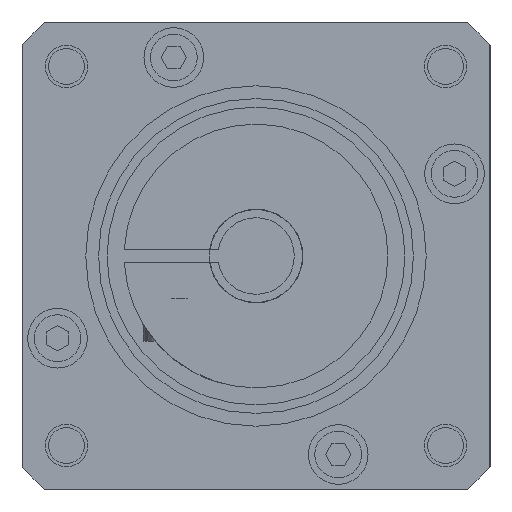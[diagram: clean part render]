
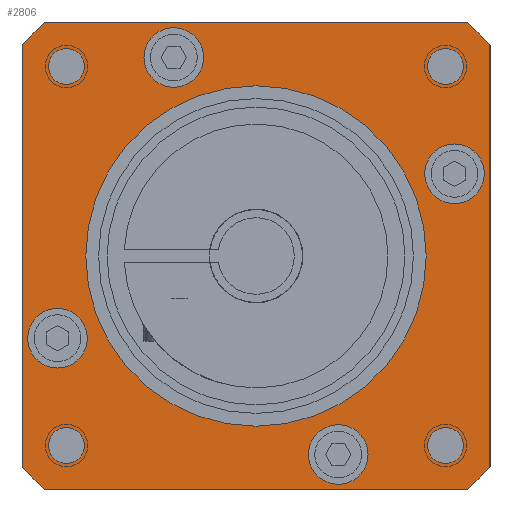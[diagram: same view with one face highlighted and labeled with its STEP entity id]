
A CAD part, left-side view. The second image highlights one B-rep face of the part: STEP entity #2806.
In plain terms, the highlighted planar face has unit normal (-1, 0, 0).
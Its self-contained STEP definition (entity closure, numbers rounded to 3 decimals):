
#49=CARTESIAN_POINT('',(0.,0.,0.));
#50=DIRECTION('',(-1.,0.,0.));
#51=DIRECTION('',(0.,-0.669,-0.743));
#52=AXIS2_PLACEMENT_3D('',#49,#50,#51);
#54=DIRECTION('',(0.,-1.,0.));
#55=VECTOR('',#54,49.508);
#56=CARTESIAN_POINT('',(0.,24.754,-27.5));
#57=LINE('',#56,#55);
#58=CARTESIAN_POINT('',(0.,0.,0.));
#59=DIRECTION('',(-1.,0.,0.));
#60=DIRECTION('',(0.,0.743,-0.669));
#61=AXIS2_PLACEMENT_3D('',#58,#59,#60);
#63=DIRECTION('',(0.,0.,-1.));
#64=VECTOR('',#63,49.508);
#65=CARTESIAN_POINT('',(0.,27.5,24.754));
#66=LINE('',#65,#64);
#67=CARTESIAN_POINT('',(0.,0.,0.));
#68=DIRECTION('',(-1.,0.,0.));
#69=DIRECTION('',(0.,0.669,0.743));
#70=AXIS2_PLACEMENT_3D('',#67,#68,#69);
#72=DIRECTION('',(0.,1.,0.));
#73=VECTOR('',#72,49.508);
#74=CARTESIAN_POINT('',(0.,-24.754,27.5));
#75=LINE('',#74,#73);
#76=CARTESIAN_POINT('',(0.,0.,0.));
#77=DIRECTION('',(-1.,0.,0.));
#78=DIRECTION('',(0.,-0.743,0.669));
#79=AXIS2_PLACEMENT_3D('',#76,#77,#78);
#81=DIRECTION('',(0.,0.,1.));
#82=VECTOR('',#81,49.508);
#83=CARTESIAN_POINT('',(0.,-27.5,-24.754));
#84=LINE('',#83,#82);
#85=CARTESIAN_POINT('',(0.,0.,0.));
#86=DIRECTION('',(-1.,0.,0.));
#87=DIRECTION('',(0.,0.,-1.));
#88=AXIS2_PLACEMENT_3D('',#85,#86,#87);
#90=CARTESIAN_POINT('',(0.,0.,0.));
#91=DIRECTION('',(-1.,0.,0.));
#92=DIRECTION('',(0.,0.,1.));
#93=AXIS2_PLACEMENT_3D('',#90,#91,#92);
#95=CARTESIAN_POINT('',(0.,-22.274,-22.274));
#96=DIRECTION('',(1.,0.,0.));
#97=DIRECTION('',(0.,1.,0.));
#98=AXIS2_PLACEMENT_3D('',#95,#96,#97);
#100=CARTESIAN_POINT('',(0.,-22.274,-22.274));
#101=DIRECTION('',(1.,0.,0.));
#102=DIRECTION('',(0.,-1.,0.));
#103=AXIS2_PLACEMENT_3D('',#100,#101,#102);
#105=CARTESIAN_POINT('',(0.,22.274,-22.274));
#106=DIRECTION('',(1.,0.,0.));
#107=DIRECTION('',(0.,0.,1.));
#108=AXIS2_PLACEMENT_3D('',#105,#106,#107);
#110=CARTESIAN_POINT('',(0.,22.274,-22.274));
#111=DIRECTION('',(1.,0.,0.));
#112=DIRECTION('',(0.,0.,-1.));
#113=AXIS2_PLACEMENT_3D('',#110,#111,#112);
#115=CARTESIAN_POINT('',(0.,22.274,22.274));
#116=DIRECTION('',(1.,0.,0.));
#117=DIRECTION('',(0.,-1.,0.));
#118=AXIS2_PLACEMENT_3D('',#115,#116,#117);
#120=CARTESIAN_POINT('',(0.,22.274,22.274));
#121=DIRECTION('',(1.,0.,0.));
#122=DIRECTION('',(0.,1.,0.));
#123=AXIS2_PLACEMENT_3D('',#120,#121,#122);
#125=CARTESIAN_POINT('',(0.,-22.274,22.274));
#126=DIRECTION('',(1.,0.,0.));
#127=DIRECTION('',(0.,0.,-1.));
#128=AXIS2_PLACEMENT_3D('',#125,#126,#127);
#130=CARTESIAN_POINT('',(0.,-22.274,22.274));
#131=DIRECTION('',(1.,0.,0.));
#132=DIRECTION('',(0.,0.,1.));
#133=AXIS2_PLACEMENT_3D('',#130,#131,#132);
#135=CARTESIAN_POINT('',(0.,-9.663,-23.328));
#136=DIRECTION('',(1.,0.,0.));
#137=DIRECTION('',(0.,1.,0.));
#138=AXIS2_PLACEMENT_3D('',#135,#136,#137);
#140=CARTESIAN_POINT('',(0.,-9.663,-23.328));
#141=DIRECTION('',(1.,0.,0.));
#142=DIRECTION('',(0.,-1.,0.));
#143=AXIS2_PLACEMENT_3D('',#140,#141,#142);
#145=CARTESIAN_POINT('',(0.,23.328,-9.663));
#146=DIRECTION('',(1.,0.,0.));
#147=DIRECTION('',(0.,0.,1.));
#148=AXIS2_PLACEMENT_3D('',#145,#146,#147);
#150=CARTESIAN_POINT('',(0.,23.328,-9.663));
#151=DIRECTION('',(1.,0.,0.));
#152=DIRECTION('',(0.,0.,-1.));
#153=AXIS2_PLACEMENT_3D('',#150,#151,#152);
#155=CARTESIAN_POINT('',(0.,9.663,23.328));
#156=DIRECTION('',(1.,0.,0.));
#157=DIRECTION('',(0.,-1.,0.));
#158=AXIS2_PLACEMENT_3D('',#155,#156,#157);
#160=CARTESIAN_POINT('',(0.,9.663,23.328));
#161=DIRECTION('',(1.,0.,0.));
#162=DIRECTION('',(0.,1.,0.));
#163=AXIS2_PLACEMENT_3D('',#160,#161,#162);
#165=CARTESIAN_POINT('',(0.,-23.328,9.663));
#166=DIRECTION('',(1.,0.,0.));
#167=DIRECTION('',(0.,0.,-1.));
#168=AXIS2_PLACEMENT_3D('',#165,#166,#167);
#170=CARTESIAN_POINT('',(0.,-23.328,9.663));
#171=DIRECTION('',(1.,0.,0.));
#172=DIRECTION('',(0.,0.,1.));
#173=AXIS2_PLACEMENT_3D('',#170,#171,#172);
#2248=CARTESIAN_POINT('',(0.,-24.754,-27.5));
#2249=CARTESIAN_POINT('',(0.,-27.5,-24.754));
#2250=VERTEX_POINT('',#2248);
#2251=VERTEX_POINT('',#2249);
#2252=CARTESIAN_POINT('',(0.,-27.5,24.754));
#2253=VERTEX_POINT('',#2252);
#2254=CARTESIAN_POINT('',(0.,-24.754,27.5));
#2255=VERTEX_POINT('',#2254);
#2256=CARTESIAN_POINT('',(0.,24.754,27.5));
#2257=VERTEX_POINT('',#2256);
#2258=CARTESIAN_POINT('',(0.,27.5,24.754));
#2259=VERTEX_POINT('',#2258);
#2260=CARTESIAN_POINT('',(0.,27.5,-24.754));
#2261=VERTEX_POINT('',#2260);
#2262=CARTESIAN_POINT('',(0.,24.754,-27.5));
#2263=VERTEX_POINT('',#2262);
#2314=CARTESIAN_POINT('',(0.,0.,-20.));
#2315=CARTESIAN_POINT('',(0.,0.,20.));
#2316=VERTEX_POINT('',#2314);
#2317=VERTEX_POINT('',#2315);
#2334=CARTESIAN_POINT('',(0.,-20.174,-22.274));
#2335=CARTESIAN_POINT('',(0.,-24.374,-22.274));
#2336=VERTEX_POINT('',#2334);
#2337=VERTEX_POINT('',#2335);
#2342=CARTESIAN_POINT('',(0.,22.274,-20.174));
#2343=CARTESIAN_POINT('',(0.,22.274,-24.374));
#2344=VERTEX_POINT('',#2342);
#2345=VERTEX_POINT('',#2343);
#2350=CARTESIAN_POINT('',(0.,20.174,22.274));
#2351=CARTESIAN_POINT('',(0.,24.374,22.274));
#2352=VERTEX_POINT('',#2350);
#2353=VERTEX_POINT('',#2351);
#2358=CARTESIAN_POINT('',(0.,-22.274,20.174));
#2359=CARTESIAN_POINT('',(0.,-22.274,24.374));
#2360=VERTEX_POINT('',#2358);
#2361=VERTEX_POINT('',#2359);
#2366=CARTESIAN_POINT('',(0.,-6.163,-23.328));
#2367=CARTESIAN_POINT('',(0.,-13.163,-23.328));
#2368=VERTEX_POINT('',#2366);
#2369=VERTEX_POINT('',#2367);
#2406=CARTESIAN_POINT('',(0.,23.328,-6.163));
#2407=CARTESIAN_POINT('',(0.,23.328,-13.163));
#2408=VERTEX_POINT('',#2406);
#2409=VERTEX_POINT('',#2407);
#2446=CARTESIAN_POINT('',(0.,6.163,23.328));
#2447=CARTESIAN_POINT('',(0.,13.163,23.328));
#2448=VERTEX_POINT('',#2446);
#2449=VERTEX_POINT('',#2447);
#2486=CARTESIAN_POINT('',(0.,-23.328,6.163));
#2487=CARTESIAN_POINT('',(0.,-23.328,13.163));
#2488=VERTEX_POINT('',#2486);
#2489=VERTEX_POINT('',#2487);
#2730=CARTESIAN_POINT('',(0.,0.,0.));
#2731=DIRECTION('',(-1.,0.,0.));
#2732=DIRECTION('',(0.,1.,0.));
#2733=AXIS2_PLACEMENT_3D('',#2730,#2731,#2732);
#2734=PLANE('',#2733);
#2736=ORIENTED_EDGE('',*,*,#2735,.F.);
#2738=ORIENTED_EDGE('',*,*,#2737,.F.);
#2740=ORIENTED_EDGE('',*,*,#2739,.F.);
#2742=ORIENTED_EDGE('',*,*,#2741,.F.);
#2744=ORIENTED_EDGE('',*,*,#2743,.F.);
#2746=ORIENTED_EDGE('',*,*,#2745,.F.);
#2748=ORIENTED_EDGE('',*,*,#2747,.F.);
#2750=ORIENTED_EDGE('',*,*,#2749,.F.);
#2751=EDGE_LOOP('',(#2736,#2738,#2740,#2742,#2744,#2746,#2748,#2750));
#2752=FACE_OUTER_BOUND('',#2751,.F.);
#2754=ORIENTED_EDGE('',*,*,#2753,.T.);
#2756=ORIENTED_EDGE('',*,*,#2755,.T.);
#2757=EDGE_LOOP('',(#2754,#2756));
#2758=FACE_BOUND('',#2757,.F.);
#2760=ORIENTED_EDGE('',*,*,#2759,.F.);
#2762=ORIENTED_EDGE('',*,*,#2761,.F.);
#2763=EDGE_LOOP('',(#2760,#2762));
#2764=FACE_BOUND('',#2763,.F.);
#2766=ORIENTED_EDGE('',*,*,#2765,.F.);
#2768=ORIENTED_EDGE('',*,*,#2767,.F.);
#2769=EDGE_LOOP('',(#2766,#2768));
#2770=FACE_BOUND('',#2769,.F.);
#2772=ORIENTED_EDGE('',*,*,#2771,.F.);
#2774=ORIENTED_EDGE('',*,*,#2773,.F.);
#2775=EDGE_LOOP('',(#2772,#2774));
#2776=FACE_BOUND('',#2775,.F.);
#2777=ORIENTED_EDGE('',*,*,#2712,.F.);
#2779=ORIENTED_EDGE('',*,*,#2778,.F.);
#2780=EDGE_LOOP('',(#2777,#2779));
#2781=FACE_BOUND('',#2780,.F.);
#2783=ORIENTED_EDGE('',*,*,#2782,.F.);
#2785=ORIENTED_EDGE('',*,*,#2784,.F.);
#2786=EDGE_LOOP('',(#2783,#2785));
#2787=FACE_BOUND('',#2786,.F.);
#2789=ORIENTED_EDGE('',*,*,#2788,.F.);
#2791=ORIENTED_EDGE('',*,*,#2790,.F.);
#2792=EDGE_LOOP('',(#2789,#2791));
#2793=FACE_BOUND('',#2792,.F.);
#2795=ORIENTED_EDGE('',*,*,#2794,.F.);
#2797=ORIENTED_EDGE('',*,*,#2796,.F.);
#2798=EDGE_LOOP('',(#2795,#2797));
#2799=FACE_BOUND('',#2798,.F.);
#2801=ORIENTED_EDGE('',*,*,#2800,.F.);
#2803=ORIENTED_EDGE('',*,*,#2802,.F.);
#2804=EDGE_LOOP('',(#2801,#2803));
#2805=FACE_BOUND('',#2804,.F.);
#53=CIRCLE('',#52,37.);
#62=CIRCLE('',#61,37.);
#71=CIRCLE('',#70,37.);
#80=CIRCLE('',#79,37.);
#89=CIRCLE('',#88,20.);
#94=CIRCLE('',#93,20.);
#99=CIRCLE('',#98,2.1);
#104=CIRCLE('',#103,2.1);
#109=CIRCLE('',#108,2.1);
#114=CIRCLE('',#113,2.1);
#119=CIRCLE('',#118,2.1);
#124=CIRCLE('',#123,2.1);
#129=CIRCLE('',#128,2.1);
#134=CIRCLE('',#133,2.1);
#139=CIRCLE('',#138,3.5);
#144=CIRCLE('',#143,3.5);
#149=CIRCLE('',#148,3.5);
#154=CIRCLE('',#153,3.5);
#159=CIRCLE('',#158,3.5);
#164=CIRCLE('',#163,3.5);
#169=CIRCLE('',#168,3.5);
#174=CIRCLE('',#173,3.5);
#2712=EDGE_CURVE('',#2360,#2361,#129,.T.);
#2735=EDGE_CURVE('',#2250,#2251,#53,.T.);
#2737=EDGE_CURVE('',#2263,#2250,#57,.T.);
#2739=EDGE_CURVE('',#2261,#2263,#62,.T.);
#2741=EDGE_CURVE('',#2259,#2261,#66,.T.);
#2743=EDGE_CURVE('',#2257,#2259,#71,.T.);
#2745=EDGE_CURVE('',#2255,#2257,#75,.T.);
#2747=EDGE_CURVE('',#2253,#2255,#80,.T.);
#2749=EDGE_CURVE('',#2251,#2253,#84,.T.);
#2753=EDGE_CURVE('',#2316,#2317,#89,.T.);
#2755=EDGE_CURVE('',#2317,#2316,#94,.T.);
#2759=EDGE_CURVE('',#2336,#2337,#99,.T.);
#2761=EDGE_CURVE('',#2337,#2336,#104,.T.);
#2765=EDGE_CURVE('',#2344,#2345,#109,.T.);
#2767=EDGE_CURVE('',#2345,#2344,#114,.T.);
#2771=EDGE_CURVE('',#2352,#2353,#119,.T.);
#2773=EDGE_CURVE('',#2353,#2352,#124,.T.);
#2778=EDGE_CURVE('',#2361,#2360,#134,.T.);
#2782=EDGE_CURVE('',#2368,#2369,#139,.T.);
#2784=EDGE_CURVE('',#2369,#2368,#144,.T.);
#2788=EDGE_CURVE('',#2408,#2409,#149,.T.);
#2790=EDGE_CURVE('',#2409,#2408,#154,.T.);
#2794=EDGE_CURVE('',#2448,#2449,#159,.T.);
#2796=EDGE_CURVE('',#2449,#2448,#164,.T.);
#2800=EDGE_CURVE('',#2488,#2489,#169,.T.);
#2802=EDGE_CURVE('',#2489,#2488,#174,.T.);
#2806=ADVANCED_FACE('',(#2752,#2758,#2764,#2770,#2776,#2781,#2787,#2793,#2799,
#2805),#2734,.T.);
